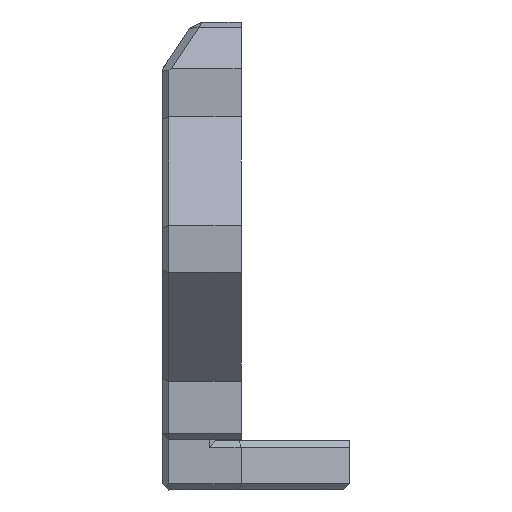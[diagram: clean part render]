
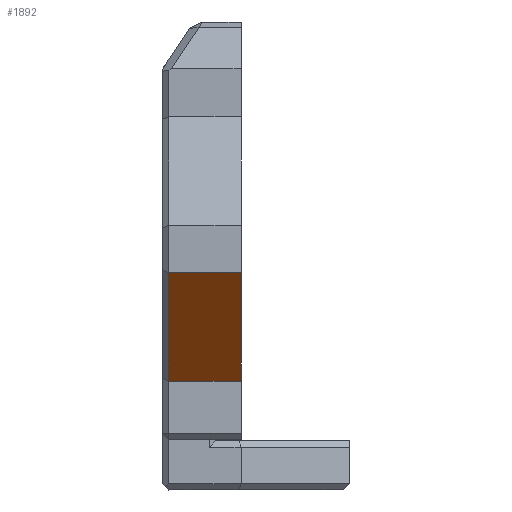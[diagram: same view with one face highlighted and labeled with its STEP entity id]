
A CAD part, left-side view. The second image highlights one B-rep face of the part: STEP entity #1892.
In plain terms, the highlighted face is planar.
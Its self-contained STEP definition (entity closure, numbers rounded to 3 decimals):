
#133=FACE_OUTER_BOUND('',#246,.T.);
#246=EDGE_LOOP('',(#1542,#1543,#1544,#1545));
#363=LINE('',#2763,#606);
#478=LINE('',#3018,#721);
#479=LINE('',#3021,#722);
#480=LINE('',#3022,#723);
#606=VECTOR('',#2221,10.);
#721=VECTOR('',#2448,10.);
#722=VECTOR('',#2451,10.);
#723=VECTOR('',#2452,10.);
#834=VERTEX_POINT('',#2760);
#835=VERTEX_POINT('',#2762);
#919=VERTEX_POINT('',#3016);
#920=VERTEX_POINT('',#3020);
#1016=EDGE_CURVE('',#835,#834,#363,.T.);
#1145=EDGE_CURVE('',#919,#834,#478,.T.);
#1146=EDGE_CURVE('',#920,#919,#479,.T.);
#1147=EDGE_CURVE('',#920,#835,#480,.T.);
#1542=ORIENTED_EDGE('',*,*,#1146,.F.);
#1543=ORIENTED_EDGE('',*,*,#1147,.T.);
#1544=ORIENTED_EDGE('',*,*,#1016,.T.);
#1545=ORIENTED_EDGE('',*,*,#1145,.F.);
#1787=PLANE('',#2036);
#1892=ADVANCED_FACE('',(#133),#1787,.T.);
#2036=AXIS2_PLACEMENT_3D('',#3019,#2449,#2450);
#2221=DIRECTION('',(-0.707,-0.707,0.));
#2448=DIRECTION('',(0.,0.,-1.));
#2449=DIRECTION('center_axis',(-0.707,0.707,0.));
#2450=DIRECTION('ref_axis',(0.707,0.707,0.));
#2451=DIRECTION('',(-0.707,-0.707,0.));
#2452=DIRECTION('',(0.,0.,-1.));
#2760=CARTESIAN_POINT('',(-17.703,0.293,-37.336));
#2762=CARTESIAN_POINT('',(-10.783,7.213,-37.336));
#2763=CARTESIAN_POINT('',(-13.375,4.621,-37.336));
#3016=CARTESIAN_POINT('',(-17.703,0.293,-32.736));
#3018=CARTESIAN_POINT('',(-17.703,0.293,-37.336));
#3019=CARTESIAN_POINT('Origin',(-17.703,0.293,-37.336));
#3020=CARTESIAN_POINT('',(-10.783,7.213,-32.736));
#3021=CARTESIAN_POINT('',(-13.904,4.093,-32.736));
#3022=CARTESIAN_POINT('',(-10.783,7.213,-37.336));
